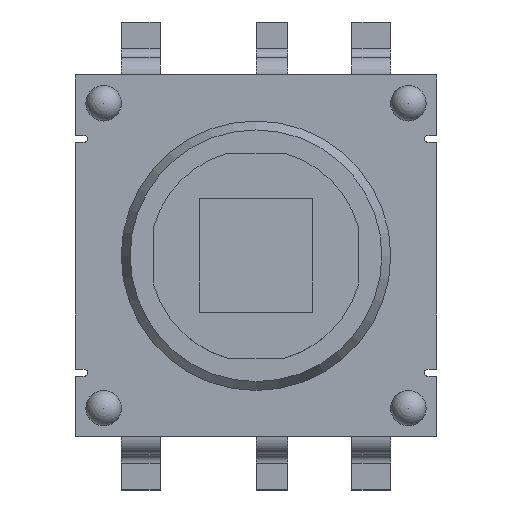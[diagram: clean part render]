
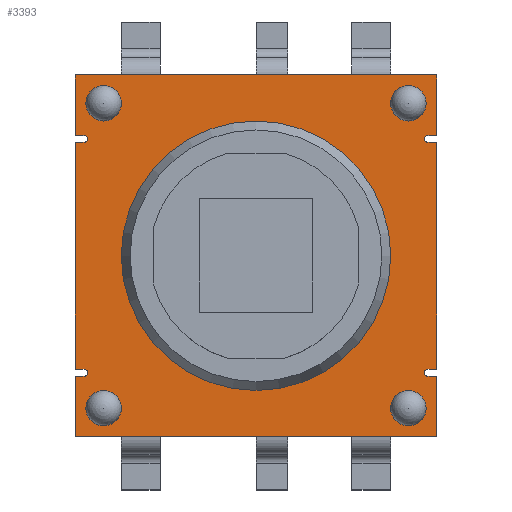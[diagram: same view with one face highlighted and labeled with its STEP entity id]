
A CAD part, top view. The second image highlights one B-rep face of the part: STEP entity #3393.
In plain terms, the highlighted planar face has unit normal (0, 0, 1).
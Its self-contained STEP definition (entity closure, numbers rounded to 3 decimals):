
#56=CIRCLE('',#3589,0.5);
#58=CIRCLE('',#3592,0.5);
#60=CIRCLE('',#3595,0.5);
#62=CIRCLE('',#3598,0.5);
#64=CIRCLE('',#3601,3.8);
#65=CIRCLE('',#3604,0.1);
#67=CIRCLE('',#3610,0.1);
#69=CIRCLE('',#3615,0.1);
#71=CIRCLE('',#3621,0.1);
#185=FACE_BOUND('',#437,.T.);
#186=FACE_BOUND('',#438,.T.);
#187=FACE_BOUND('',#439,.T.);
#188=FACE_BOUND('',#440,.T.);
#189=FACE_BOUND('',#441,.T.);
#251=FACE_OUTER_BOUND('',#436,.T.);
#436=EDGE_LOOP('',(#2465,#2466,#2467,#2468,#2469,#2470,#2471,#2472,#2473,
#2474,#2475,#2476,#2477,#2478,#2479,#2480,#2481,#2482,#2483,#2484));
#437=EDGE_LOOP('',(#2485));
#438=EDGE_LOOP('',(#2486));
#439=EDGE_LOOP('',(#2487));
#440=EDGE_LOOP('',(#2488));
#441=EDGE_LOOP('',(#2489));
#632=LINE('',#4892,#1038);
#641=LINE('',#4910,#1047);
#648=LINE('',#4924,#1054);
#659=LINE('',#4943,#1065);
#664=LINE('',#4952,#1070);
#690=LINE('',#5023,#1096);
#694=LINE('',#5035,#1100);
#697=LINE('',#5041,#1103);
#700=LINE('',#5047,#1106);
#704=LINE('',#5058,#1110);
#706=LINE('',#5063,#1112);
#711=LINE('',#5077,#1117);
#714=LINE('',#5083,#1120);
#717=LINE('',#5089,#1123);
#721=LINE('',#5100,#1127);
#724=LINE('',#5104,#1130);
#1038=VECTOR('',#3907,10.);
#1047=VECTOR('',#3918,10.);
#1054=VECTOR('',#3927,10.);
#1065=VECTOR('',#3944,10.);
#1070=VECTOR('',#3953,10.);
#1096=VECTOR('',#4031,10.);
#1100=VECTOR('',#4043,10.);
#1103=VECTOR('',#4048,10.);
#1106=VECTOR('',#4053,10.);
#1110=VECTOR('',#4065,10.);
#1112=VECTOR('',#4069,10.);
#1117=VECTOR('',#4082,10.);
#1120=VECTOR('',#4087,10.);
#1123=VECTOR('',#4092,10.);
#1127=VECTOR('',#4104,10.);
#1130=VECTOR('',#4109,10.);
#1436=VERTEX_POINT('',#4889);
#1437=VERTEX_POINT('',#4891);
#1444=VERTEX_POINT('',#4907);
#1445=VERTEX_POINT('',#4909);
#1450=VERTEX_POINT('',#4921);
#1451=VERTEX_POINT('',#4923);
#1458=VERTEX_POINT('',#4950);
#1468=VERTEX_POINT('',#4994);
#1470=VERTEX_POINT('',#5000);
#1472=VERTEX_POINT('',#5006);
#1474=VERTEX_POINT('',#5012);
#1476=VERTEX_POINT('',#5018);
#1477=VERTEX_POINT('',#5022);
#1479=VERTEX_POINT('',#5028);
#1481=VERTEX_POINT('',#5034);
#1483=VERTEX_POINT('',#5040);
#1485=VERTEX_POINT('',#5046);
#1487=VERTEX_POINT('',#5052);
#1489=VERTEX_POINT('',#5061);
#1490=VERTEX_POINT('',#5062);
#1493=VERTEX_POINT('',#5070);
#1495=VERTEX_POINT('',#5076);
#1497=VERTEX_POINT('',#5082);
#1499=VERTEX_POINT('',#5088);
#1501=VERTEX_POINT('',#5094);
#1775=EDGE_CURVE('',#1436,#1437,#632,.T.);
#1784=EDGE_CURVE('',#1444,#1445,#641,.T.);
#1791=EDGE_CURVE('',#1450,#1451,#648,.T.);
#1802=EDGE_CURVE('',#1445,#1436,#659,.T.);
#1807=EDGE_CURVE('',#1458,#1450,#664,.T.);
#1830=EDGE_CURVE('',#1468,#1468,#56,.T.);
#1833=EDGE_CURVE('',#1470,#1470,#58,.T.);
#1836=EDGE_CURVE('',#1472,#1472,#60,.T.);
#1839=EDGE_CURVE('',#1474,#1474,#62,.T.);
#1842=EDGE_CURVE('',#1476,#1476,#64,.T.);
#1843=EDGE_CURVE('',#1477,#1444,#690,.T.);
#1846=EDGE_CURVE('',#1479,#1477,#65,.T.);
#1849=EDGE_CURVE('',#1481,#1479,#694,.T.);
#1852=EDGE_CURVE('',#1483,#1481,#697,.T.);
#1855=EDGE_CURVE('',#1485,#1483,#700,.T.);
#1858=EDGE_CURVE('',#1487,#1485,#67,.T.);
#1861=EDGE_CURVE('',#1451,#1487,#704,.T.);
#1863=EDGE_CURVE('',#1489,#1490,#706,.T.);
#1867=EDGE_CURVE('',#1493,#1489,#69,.T.);
#1870=EDGE_CURVE('',#1495,#1493,#711,.T.);
#1873=EDGE_CURVE('',#1497,#1495,#714,.T.);
#1876=EDGE_CURVE('',#1499,#1497,#717,.T.);
#1879=EDGE_CURVE('',#1501,#1499,#71,.T.);
#1882=EDGE_CURVE('',#1437,#1501,#721,.T.);
#1885=EDGE_CURVE('',#1490,#1458,#724,.T.);
#2465=ORIENTED_EDGE('',*,*,#1775,.F.);
#2466=ORIENTED_EDGE('',*,*,#1802,.F.);
#2467=ORIENTED_EDGE('',*,*,#1784,.F.);
#2468=ORIENTED_EDGE('',*,*,#1843,.F.);
#2469=ORIENTED_EDGE('',*,*,#1846,.F.);
#2470=ORIENTED_EDGE('',*,*,#1849,.F.);
#2471=ORIENTED_EDGE('',*,*,#1852,.F.);
#2472=ORIENTED_EDGE('',*,*,#1855,.F.);
#2473=ORIENTED_EDGE('',*,*,#1858,.F.);
#2474=ORIENTED_EDGE('',*,*,#1861,.F.);
#2475=ORIENTED_EDGE('',*,*,#1791,.F.);
#2476=ORIENTED_EDGE('',*,*,#1807,.F.);
#2477=ORIENTED_EDGE('',*,*,#1885,.F.);
#2478=ORIENTED_EDGE('',*,*,#1863,.F.);
#2479=ORIENTED_EDGE('',*,*,#1867,.F.);
#2480=ORIENTED_EDGE('',*,*,#1870,.F.);
#2481=ORIENTED_EDGE('',*,*,#1873,.F.);
#2482=ORIENTED_EDGE('',*,*,#1876,.F.);
#2483=ORIENTED_EDGE('',*,*,#1879,.F.);
#2484=ORIENTED_EDGE('',*,*,#1882,.F.);
#2485=ORIENTED_EDGE('',*,*,#1842,.F.);
#2486=ORIENTED_EDGE('',*,*,#1839,.F.);
#2487=ORIENTED_EDGE('',*,*,#1836,.F.);
#2488=ORIENTED_EDGE('',*,*,#1833,.F.);
#2489=ORIENTED_EDGE('',*,*,#1830,.F.);
#3247=PLANE('',#3625);
#3393=ADVANCED_FACE('',(#251,#185,#186,#187,#188,#189),#3247,.T.);
#3589=AXIS2_PLACEMENT_3D('',#4996,#3999,#4000);
#3592=AXIS2_PLACEMENT_3D('',#5002,#4006,#4007);
#3595=AXIS2_PLACEMENT_3D('',#5008,#4013,#4014);
#3598=AXIS2_PLACEMENT_3D('',#5014,#4020,#4021);
#3601=AXIS2_PLACEMENT_3D('',#5020,#4027,#4028);
#3604=AXIS2_PLACEMENT_3D('',#5029,#4036,#4037);
#3610=AXIS2_PLACEMENT_3D('',#5053,#4058,#4059);
#3615=AXIS2_PLACEMENT_3D('',#5071,#4075,#4076);
#3621=AXIS2_PLACEMENT_3D('',#5095,#4097,#4098);
#3625=AXIS2_PLACEMENT_3D('',#5106,#4111,#4112);
#3907=DIRECTION('',(0.,1.,0.));
#3918=DIRECTION('',(0.,-1.,0.));
#3927=DIRECTION('',(0.,-1.,0.));
#3944=DIRECTION('',(-1.,0.,0.));
#3953=DIRECTION('',(1.,0.,0.));
#3999=DIRECTION('center_axis',(0.,0.,1.));
#4000=DIRECTION('ref_axis',(1.,0.,0.));
#4006=DIRECTION('center_axis',(0.,0.,1.));
#4007=DIRECTION('ref_axis',(-1.,0.,0.));
#4013=DIRECTION('center_axis',(0.,0.,1.));
#4014=DIRECTION('ref_axis',(-1.,0.,0.));
#4020=DIRECTION('center_axis',(0.,0.,1.));
#4021=DIRECTION('ref_axis',(-1.,0.,0.));
#4027=DIRECTION('center_axis',(0.,0.,1.));
#4028=DIRECTION('ref_axis',(1.,0.,0.));
#4031=DIRECTION('',(1.,0.,0.));
#4036=DIRECTION('center_axis',(0.,0.,1.));
#4037=DIRECTION('ref_axis',(0.,1.,0.));
#4043=DIRECTION('',(-1.,0.,0.));
#4048=DIRECTION('',(0.,-1.,0.));
#4053=DIRECTION('',(1.,0.,0.));
#4058=DIRECTION('center_axis',(0.,0.,1.));
#4059=DIRECTION('ref_axis',(0.,1.,0.));
#4065=DIRECTION('',(-1.,0.,0.));
#4069=DIRECTION('',(-1.,0.,0.));
#4075=DIRECTION('center_axis',(0.,0.,1.));
#4076=DIRECTION('ref_axis',(0.,-1.,0.));
#4082=DIRECTION('',(1.,0.,0.));
#4087=DIRECTION('',(0.,1.,0.));
#4092=DIRECTION('',(-1.,0.,0.));
#4097=DIRECTION('center_axis',(0.,0.,1.));
#4098=DIRECTION('ref_axis',(0.,-1.,0.));
#4104=DIRECTION('',(1.,0.,0.));
#4109=DIRECTION('',(0.,1.,0.));
#4111=DIRECTION('center_axis',(0.,0.,1.));
#4112=DIRECTION('ref_axis',(1.,0.,0.));
#4889=CARTESIAN_POINT('',(-5.1,-5.1,3.7));
#4891=CARTESIAN_POINT('',(-5.1,-3.399,3.7));
#4892=CARTESIAN_POINT('',(-5.1,-1.7,3.7));
#4907=CARTESIAN_POINT('',(5.1,-3.399,3.7));
#4909=CARTESIAN_POINT('',(5.1,-5.1,3.7));
#4910=CARTESIAN_POINT('',(5.1,-2.35,3.7));
#4921=CARTESIAN_POINT('',(5.1,5.1,3.7));
#4923=CARTESIAN_POINT('',(5.1,3.399,3.7));
#4924=CARTESIAN_POINT('',(5.1,1.7,3.7));
#4943=CARTESIAN_POINT('',(-2.45,-5.1,3.7));
#4950=CARTESIAN_POINT('',(-5.1,5.1,3.7));
#4952=CARTESIAN_POINT('',(2.45,5.1,3.7));
#4994=CARTESIAN_POINT('',(3.8,4.3,3.7));
#4996=CARTESIAN_POINT('Origin',(4.3,4.3,3.7));
#5000=CARTESIAN_POINT('',(-3.8,-4.3,3.7));
#5002=CARTESIAN_POINT('Origin',(-4.3,-4.3,3.7));
#5006=CARTESIAN_POINT('',(4.8,-4.3,3.7));
#5008=CARTESIAN_POINT('Origin',(4.3,-4.3,3.7));
#5012=CARTESIAN_POINT('',(-3.8,4.3,3.7));
#5014=CARTESIAN_POINT('Origin',(-4.3,4.3,3.7));
#5018=CARTESIAN_POINT('',(-3.8,0.,3.7));
#5020=CARTESIAN_POINT('Origin',(0.,0.,3.7));
#5022=CARTESIAN_POINT('',(4.85,-3.399,3.7));
#5023=CARTESIAN_POINT('',(2.55,-3.399,3.7));
#5028=CARTESIAN_POINT('',(4.85,-3.199,3.7));
#5029=CARTESIAN_POINT('Origin',(4.85,-3.299,3.7));
#5034=CARTESIAN_POINT('',(5.1,-3.199,3.7));
#5035=CARTESIAN_POINT('',(2.425,-3.199,3.7));
#5040=CARTESIAN_POINT('',(5.1,3.199,3.7));
#5041=CARTESIAN_POINT('',(5.1,-1.6,3.7));
#5046=CARTESIAN_POINT('',(4.85,3.199,3.7));
#5047=CARTESIAN_POINT('',(2.55,3.199,3.7));
#5052=CARTESIAN_POINT('',(4.85,3.399,3.7));
#5053=CARTESIAN_POINT('Origin',(4.85,3.299,3.7));
#5058=CARTESIAN_POINT('',(2.425,3.399,3.7));
#5061=CARTESIAN_POINT('',(-4.85,3.399,3.7));
#5062=CARTESIAN_POINT('',(-5.1,3.399,3.7));
#5063=CARTESIAN_POINT('',(-2.55,3.399,3.7));
#5070=CARTESIAN_POINT('',(-4.85,3.199,3.7));
#5071=CARTESIAN_POINT('Origin',(-4.85,3.299,3.7));
#5076=CARTESIAN_POINT('',(-5.1,3.199,3.7));
#5077=CARTESIAN_POINT('',(-2.425,3.199,3.7));
#5082=CARTESIAN_POINT('',(-5.1,-3.199,3.7));
#5083=CARTESIAN_POINT('',(-5.1,1.6,3.7));
#5088=CARTESIAN_POINT('',(-4.85,-3.199,3.7));
#5089=CARTESIAN_POINT('',(-2.55,-3.199,3.7));
#5094=CARTESIAN_POINT('',(-4.85,-3.399,3.7));
#5095=CARTESIAN_POINT('Origin',(-4.85,-3.299,3.7));
#5100=CARTESIAN_POINT('',(-2.425,-3.399,3.7));
#5104=CARTESIAN_POINT('',(-5.1,2.35,3.7));
#5106=CARTESIAN_POINT('Origin',(0.,0.,3.7));
